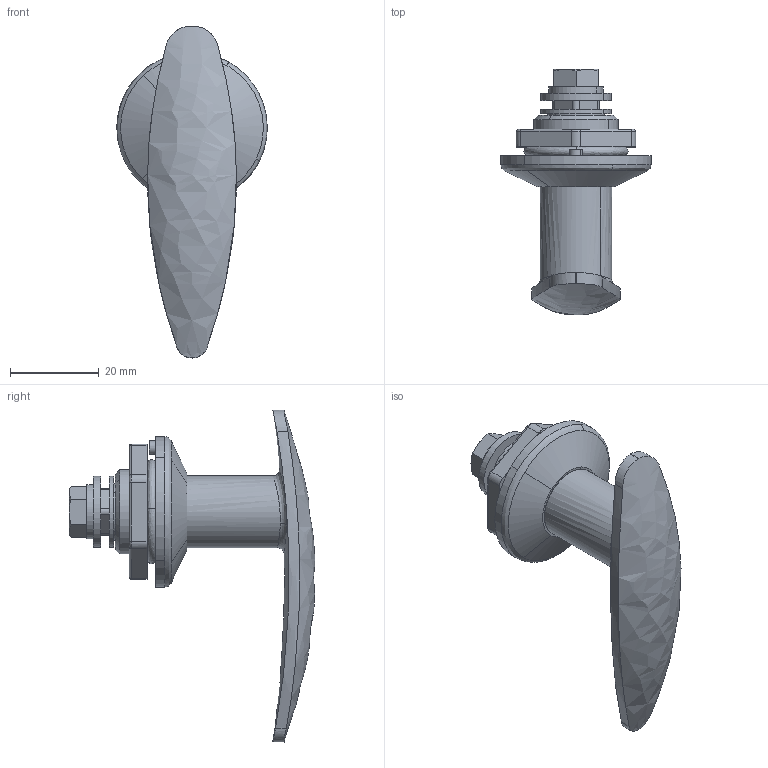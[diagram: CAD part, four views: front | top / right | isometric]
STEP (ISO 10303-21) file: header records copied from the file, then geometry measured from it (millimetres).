
FILE_DESCRIPTION((''),'2;1');
FILE_NAME('','2006-02-22T15:19:28',(''),(''),'','CADfix','');
FILE_SCHEMA(('AUTOMOTIVE_DESIGN'));
Length unit declared in the file: millimetre
Products named in the file (7): washer_B; washer_A; nut; handle; bolt; base; THA_225_1_11222_36
Assembly tree (6 placements, depth 2):
  THA_225_1_11222_36
    washer_B
    washer_A
    nut
    handle
    bolt
    base
Bounding box: 34 x 55.52 x 75 mm (x, y, z)
Volume: 18375.3 mm3; surface area: 11534.7 mm2
Topology: 6 solids, 6 shells, 139 faces, 476 edges, 360 vertices
Faces by surface type: bspline 139
Entity records: 8596 total; most frequent: CARTESIAN_POINT 5620, ORIENTED_EDGE 952, EDGE_CURVE 476, VERTEX_POINT 360, B_SPLINE_CURVE_WITH_KNOTS 296, QUASI_UNIFORM_CURVE 180, EDGE_LOOP 158, FACE_OUTER_BOUND 139
